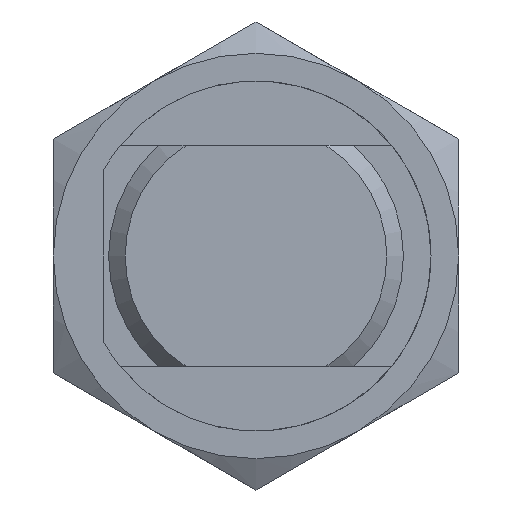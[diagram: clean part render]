
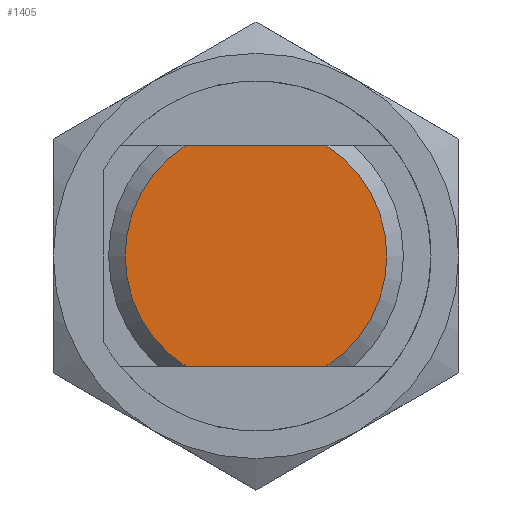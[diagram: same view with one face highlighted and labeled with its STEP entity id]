
A CAD part, front view. The second image highlights one B-rep face of the part: STEP entity #1405.
In plain terms, the highlighted planar face has unit normal (0, -1, 0).
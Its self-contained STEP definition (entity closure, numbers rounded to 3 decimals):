
#193=LINE('',#2245,#268);
#202=LINE('',#2292,#277);
#268=VECTOR('',#1816,1000.);
#277=VECTOR('',#1873,1000.);
#432=ORIENTED_EDGE('',*,*,#772,.F.);
#433=ORIENTED_EDGE('',*,*,#751,.T.);
#434=ORIENTED_EDGE('',*,*,#773,.F.);
#435=ORIENTED_EDGE('',*,*,#774,.T.);
#751=EDGE_CURVE('',#930,#932,#193,.T.);
#772=EDGE_CURVE('',#930,#945,#1033,.T.);
#773=EDGE_CURVE('',#946,#932,#1034,.T.);
#774=EDGE_CURVE('',#946,#945,#202,.T.);
#930=VERTEX_POINT('',#2235);
#932=VERTEX_POINT('',#2244);
#945=VERTEX_POINT('',#2289);
#946=VERTEX_POINT('',#2291);
#1033=CIRCLE('',#1579,7.1);
#1034=CIRCLE('',#1580,7.1);
#1117=EDGE_LOOP('',(#432,#433,#434,#435));
#1242=FACE_BOUND('',#1117,.T.);
#1354=PLANE('',#1578);
#1405=ADVANCED_FACE('',(#1242),#1354,.T.);
#1578=AXIS2_PLACEMENT_3D('',#2287,#1867,#1868);
#1579=AXIS2_PLACEMENT_3D('',#2288,#1869,#1870);
#1580=AXIS2_PLACEMENT_3D('',#2290,#1871,#1872);
#1816=DIRECTION('',(-1.,0.,0.));
#1867=DIRECTION('',(0.,-1.,0.));
#1868=DIRECTION('',(0.,0.,-1.));
#1869=DIRECTION('',(0.,1.,0.));
#1870=DIRECTION('',(1.,0.,0.));
#1871=DIRECTION('',(0.,1.,0.));
#1872=DIRECTION('',(-1.,0.,0.));
#1873=DIRECTION('',(1.,0.,0.));
#2235=CARTESIAN_POINT('',(3.796,0.,6.));
#2244=CARTESIAN_POINT('',(-3.796,0.,6.));
#2245=CARTESIAN_POINT('',(3.796,0.,6.));
#2287=CARTESIAN_POINT('',(-4.,0.,0.));
#2288=CARTESIAN_POINT('',(0.,0.,0.));
#2289=CARTESIAN_POINT('',(3.796,0.,-6.));
#2290=CARTESIAN_POINT('',(0.,0.,0.));
#2291=CARTESIAN_POINT('',(-3.796,0.,-6.));
#2292=CARTESIAN_POINT('',(-3.796,0.,-6.));
